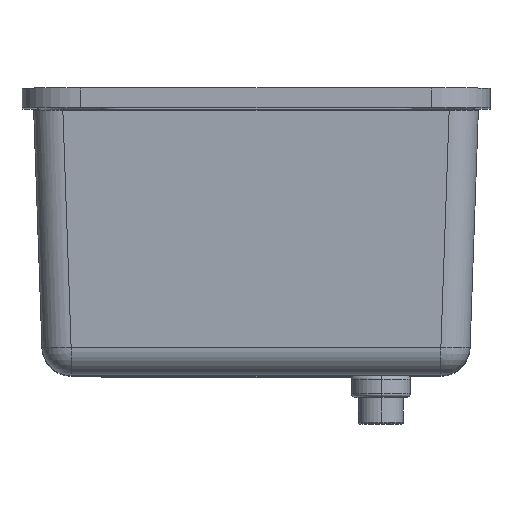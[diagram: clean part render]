
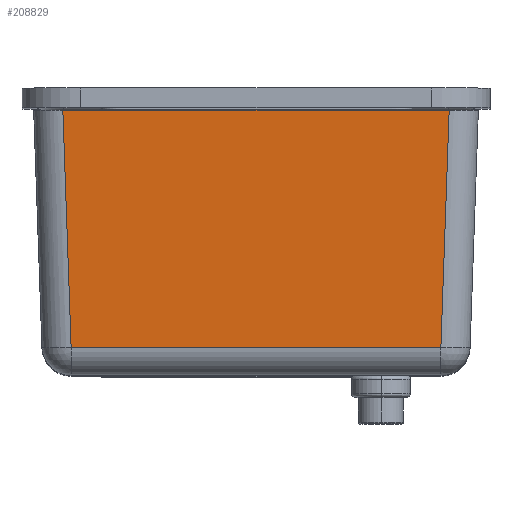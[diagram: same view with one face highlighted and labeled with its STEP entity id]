
A CAD part, top view. The second image highlights one B-rep face of the part: STEP entity #208829.
In plain terms, the highlighted face is planar.
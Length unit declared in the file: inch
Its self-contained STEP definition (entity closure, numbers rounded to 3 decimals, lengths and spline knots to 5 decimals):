
#5483 = ORIENTED_EDGE ( 'NONE', *, *, #271338, .T. ) ;
#13813 = ORIENTED_EDGE ( 'NONE', *, *, #141680, .F. ) ;
#25413 = CARTESIAN_POINT ( 'NONE',  ( -1.5, 0., -1.425 ) ) ;
#27278 = VECTOR ( 'NONE', #43719, 39.37008 ) ;
#34525 = CARTESIAN_POINT ( 'NONE',  ( -1.44694, -1.51953, 1.18505 ) ) ;
#35383 = VECTOR ( 'NONE', #227536, 39.37008 ) ;
#39063 = VERTEX_POINT ( 'NONE', #40711 ) ;
#40711 = CARTESIAN_POINT ( 'NONE',  ( -1.5, 0., 1.23811 ) ) ;
#41782 = VECTOR ( 'NONE', #81266, 39.37008 ) ;
#43719 = DIRECTION ( 'NONE',  ( -0.035, 0.999, 0.035 ) ) ;
#47469 = DIRECTION ( 'NONE',  ( 0., 0., 1. ) ) ;
#61945 = PLANE ( 'NONE',  #234419 ) ;
#63014 = VERTEX_POINT ( 'NONE', #137848 ) ;
#65702 = DIRECTION ( 'NONE',  ( 0.035, -0.999, 0. ) ) ;
#71889 = LINE ( 'NONE', #216122, #27278 ) ;
#81266 = DIRECTION ( 'NONE',  ( 0., 0., 1. ) ) ;
#100235 = LINE ( 'NONE', #102396, #41782 ) ;
#102396 = CARTESIAN_POINT ( 'NONE',  ( -1.44694, -1.51953, -1.425 ) ) ;
#117436 = VECTOR ( 'NONE', #47469, 39.37008 ) ;
#124060 = ORIENTED_EDGE ( 'NONE', *, *, #191011, .T. ) ;
#137848 = CARTESIAN_POINT ( 'NONE',  ( -1.44694, -1.51953, -1.18505 ) ) ;
#141680 = EDGE_CURVE ( 'NONE', #184271, #39063, #193239, .T. ) ;
#144124 = EDGE_LOOP ( 'NONE', ( #124060, #243908, #13813, #5483 ) ) ;
#160883 = CARTESIAN_POINT ( 'NONE',  ( -1.50023, 0.00651, -1.23834 ) ) ;
#161126 = CARTESIAN_POINT ( 'NONE',  ( -1.5, 0., -1.23811 ) ) ;
#169002 = FACE_OUTER_BOUND ( 'NONE', #144124, .T. ) ;
#184271 = VERTEX_POINT ( 'NONE', #161126 ) ;
#191011 = EDGE_CURVE ( 'NONE', #63014, #199182, #100235, .T. ) ;
#193239 = LINE ( 'NONE', #25413, #117436 ) ;
#193866 = DIRECTION ( 'NONE',  ( -0.999, -0.035, 0. ) ) ;
#199182 = VERTEX_POINT ( 'NONE', #34525 ) ;
#208829 = ADVANCED_FACE ( 'NONE', ( #169002 ), #61945, .T. ) ;
#216091 = CARTESIAN_POINT ( 'NONE',  ( -1.5, 0., -1.425 ) ) ;
#216122 = CARTESIAN_POINT ( 'NONE',  ( -1.49676, -0.09277, 1.23487 ) ) ;
#227536 = DIRECTION ( 'NONE',  ( 0.035, -0.999, 0.035 ) ) ;
#234419 = AXIS2_PLACEMENT_3D ( 'NONE', #216091, #193866, #65702 ) ;
#238850 = LINE ( 'NONE', #160883, #35383 ) ;
#243908 = ORIENTED_EDGE ( 'NONE', *, *, #249342, .T. ) ;
#249342 = EDGE_CURVE ( 'NONE', #199182, #39063, #71889, .T. ) ;
#271338 = EDGE_CURVE ( 'NONE', #184271, #63014, #238850, .T. ) ;
